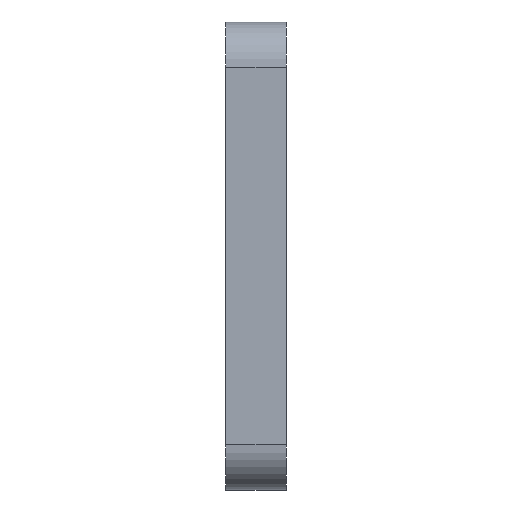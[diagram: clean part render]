
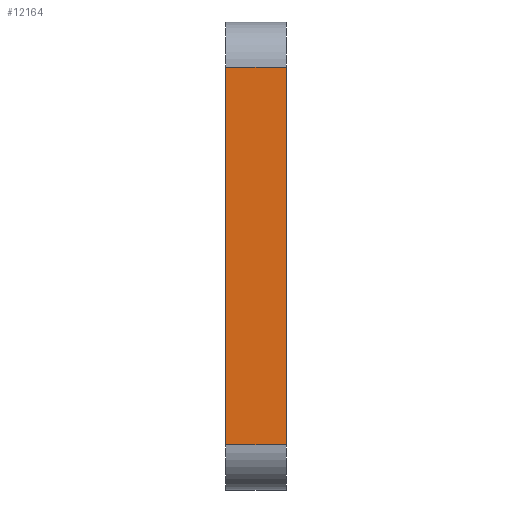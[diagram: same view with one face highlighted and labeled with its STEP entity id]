
A CAD part, left-side view. The second image highlights one B-rep face of the part: STEP entity #12164.
In plain terms, the highlighted planar face has unit normal (-1, 0, 0).
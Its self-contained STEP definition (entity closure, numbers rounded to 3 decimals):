
#231 = VECTOR ( 'NONE', #16000, 1000. ) ;
#313 = VECTOR ( 'NONE', #5430, 1000. ) ;
#668 = LINE ( 'NONE', #10429, #231 ) ;
#1000 = ORIENTED_EDGE ( 'NONE', *, *, #8625, .T. ) ;
#1020 = VERTEX_POINT ( 'NONE', #9178 ) ;
#1211 = DIRECTION ( 'NONE',  ( 0., 0., 1. ) ) ;
#1395 = VECTOR ( 'NONE', #1211, 1000. ) ;
#1642 = VERTEX_POINT ( 'NONE', #5635 ) ;
#3394 = VERTEX_POINT ( 'NONE', #4746 ) ;
#3416 = EDGE_LOOP ( 'NONE', ( #16654, #1000, #5427, #10631 ) ) ;
#4438 = EDGE_CURVE ( 'NONE', #1020, #6990, #16171, .T. ) ;
#4502 = DIRECTION ( 'NONE',  ( 0., 0., 1. ) ) ;
#4584 = PLANE ( 'NONE',  #13822 ) ;
#4746 = CARTESIAN_POINT ( 'NONE',  ( -15.5, 4., -12.5 ) ) ;
#4817 = CARTESIAN_POINT ( 'NONE',  ( -15.5, 4., -15.5 ) ) ;
#5427 = ORIENTED_EDGE ( 'NONE', *, *, #14571, .F. ) ;
#5430 = DIRECTION ( 'NONE',  ( 0., 1., 0. ) ) ;
#5635 = CARTESIAN_POINT ( 'NONE',  ( -15.5, 4., 12.5 ) ) ;
#6010 = CARTESIAN_POINT ( 'NONE',  ( -15.5, 4., -15.5 ) ) ;
#6227 = DIRECTION ( 'NONE',  ( 1., 0., 0. ) ) ;
#6990 = VERTEX_POINT ( 'NONE', #11640 ) ;
#7870 = VECTOR ( 'NONE', #4502, 1000. ) ;
#8625 = EDGE_CURVE ( 'NONE', #6990, #1642, #12443, .T. ) ;
#9178 = CARTESIAN_POINT ( 'NONE',  ( -15.5, 0., -12.5 ) ) ;
#10429 = CARTESIAN_POINT ( 'NONE',  ( -15.5, 4., -12.5 ) ) ;
#10631 = ORIENTED_EDGE ( 'NONE', *, *, #17490, .T. ) ;
#10830 = CARTESIAN_POINT ( 'NONE',  ( -15.5, 0., -15.5 ) ) ;
#11640 = CARTESIAN_POINT ( 'NONE',  ( -15.5, 0., 12.5 ) ) ;
#12164 = ADVANCED_FACE ( 'NONE', ( #15745 ), #4584, .F. ) ;
#12443 = LINE ( 'NONE', #13828, #313 ) ;
#13316 = LINE ( 'NONE', #6010, #7870 ) ;
#13822 = AXIS2_PLACEMENT_3D ( 'NONE', #4817, #6227, #17243 ) ;
#13828 = CARTESIAN_POINT ( 'NONE',  ( -15.5, 4., 12.5 ) ) ;
#14571 = EDGE_CURVE ( 'NONE', #3394, #1642, #13316, .T. ) ;
#15745 = FACE_OUTER_BOUND ( 'NONE', #3416, .T. ) ;
#16000 = DIRECTION ( 'NONE',  ( 0., -1., 0. ) ) ;
#16171 = LINE ( 'NONE', #10830, #1395 ) ;
#16654 = ORIENTED_EDGE ( 'NONE', *, *, #4438, .T. ) ;
#17243 = DIRECTION ( 'NONE',  ( 0., 0., -1. ) ) ;
#17490 = EDGE_CURVE ( 'NONE', #3394, #1020, #668, .T. ) ;
